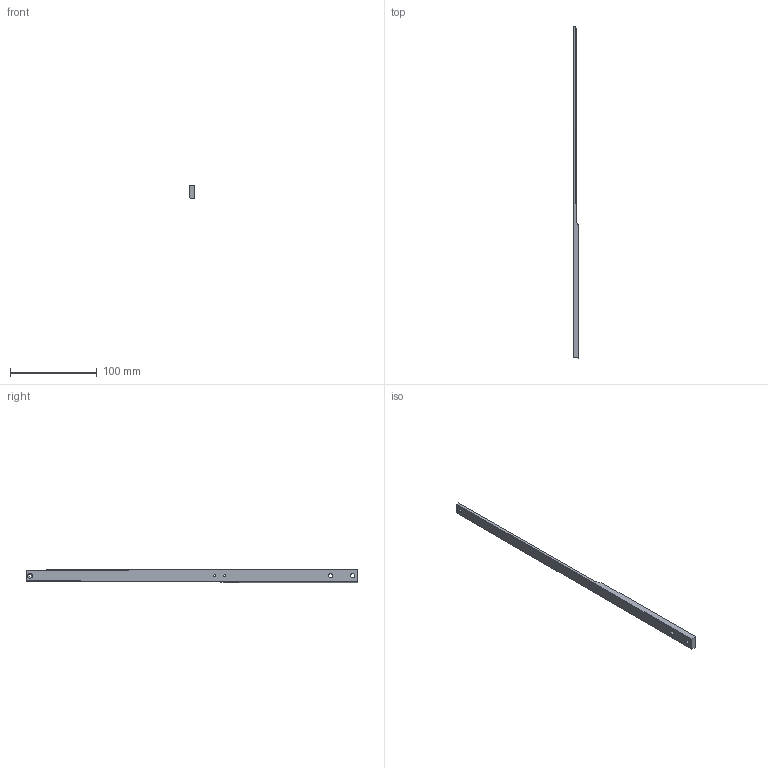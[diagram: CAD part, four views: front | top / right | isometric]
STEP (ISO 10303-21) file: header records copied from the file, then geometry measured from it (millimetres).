
FILE_DESCRIPTION (( 'STEP AP203' ), '1' );
FILE_NAME ('EXK-01-0014-02.STEP', '2021-02-17T20:34:49', ( '' ), ( '' ), 'SwSTEP 2.0', 'SolidWorks 2020', '' );
FILE_SCHEMA (( 'CONFIG_CONTROL_DESIGN' ));
Length unit declared in the file: metre
Products named in the file (1): EXK-01-0014-02
Bounding box: 6.35 x 382.3 x 15.95 mm (x, y, z)
Volume: 23721.4 mm3; surface area: 14321.3 mm2
Topology: 1 solids, 1 shells, 20 faces, 53 edges, 35 vertices
Faces by surface type: cylinder 11, plane 5, cone 2, bspline 2
Entity records: 1472 total; most frequent: CARTESIAN_POINT 891, ORIENTED_EDGE 106, DIRECTION 96, EDGE_CURVE 53, AXIS2_PLACEMENT_3D 39, VERTEX_POINT 35, EDGE_LOOP 30, FACE_OUTER_BOUND 20
